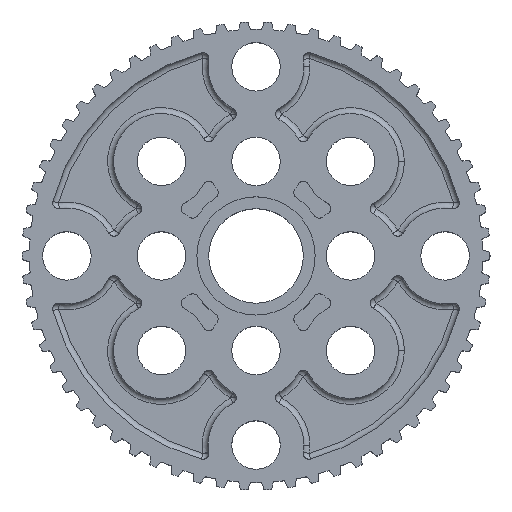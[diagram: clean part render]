
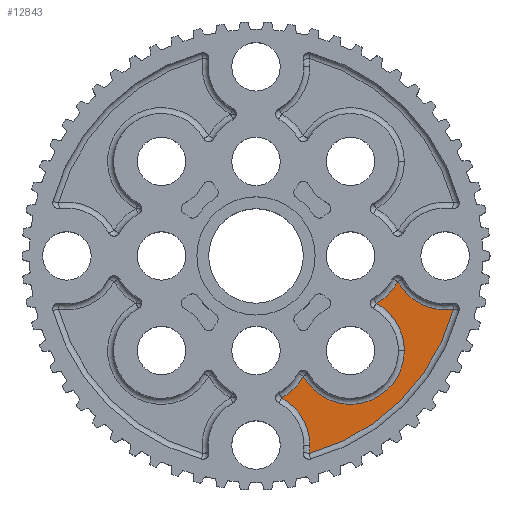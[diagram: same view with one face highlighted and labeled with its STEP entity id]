
A CAD part, top view. The second image highlights one B-rep face of the part: STEP entity #12843.
In plain terms, the highlighted planar face has unit normal (0, 0, 1).
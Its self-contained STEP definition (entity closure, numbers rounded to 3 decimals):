
#193 = EDGE_CURVE ( 'NONE', #16630, #19759, #6609, .T. ) ;
#461 = DIRECTION ( 'NONE',  ( 1., 0., 0. ) ) ;
#492 = EDGE_LOOP ( 'NONE', ( #26585, #9315, #9859, #24916, #692, #9082, #11153, #26519 ) ) ;
#692 = ORIENTED_EDGE ( 'NONE', *, *, #11045, .T. ) ;
#1768 = CIRCLE ( 'NONE', #6931, 17.3 ) ;
#2330 = PLANE ( 'NONE',  #27276 ) ;
#2724 = CARTESIAN_POINT ( 'NONE',  ( 16.706, -4.495, 1. ) ) ;
#3199 = DIRECTION ( 'NONE',  ( 0., 0., -1. ) ) ;
#4247 = EDGE_CURVE ( 'NONE', #6035, #7723, #1768, .T. ) ;
#4324 = AXIS2_PLACEMENT_3D ( 'NONE', #21471, #8674, #23589 ) ;
#6035 = VERTEX_POINT ( 'NONE', #22241 ) ;
#6322 = CARTESIAN_POINT ( 'NONE',  ( 12., -2.169, 1. ) ) ;
#6609 = CIRCLE ( 'NONE', #14417, 4.55 ) ;
#6931 = AXIS2_PLACEMENT_3D ( 'NONE', #22902, #10116, #25061 ) ;
#7221 = EDGE_CURVE ( 'NONE', #12080, #21479, #21313, .T. ) ;
#7723 = VERTEX_POINT ( 'NONE', #2724 ) ;
#8239 = EDGE_CURVE ( 'NONE', #21479, #22691, #27313, .T. ) ;
#8674 = DIRECTION ( 'NONE',  ( 0., 0., -1. ) ) ;
#8704 = AXIS2_PLACEMENT_3D ( 'NONE', #21586, #8779, #23706 ) ;
#8746 = DIRECTION ( 'NONE',  ( 0., 0., 1. ) ) ;
#8779 = DIRECTION ( 'NONE',  ( 0., 0., -1. ) ) ;
#8911 = DIRECTION ( 'NONE',  ( 0., 0., -1. ) ) ;
#9082 = ORIENTED_EDGE ( 'NONE', *, *, #16444, .T. ) ;
#9258 = DIRECTION ( 'NONE',  ( 0., 0., -1. ) ) ;
#9315 = ORIENTED_EDGE ( 'NONE', *, *, #8239, .T. ) ;
#9694 = AXIS2_PLACEMENT_3D ( 'NONE', #21722, #8911, #23845 ) ;
#9745 = FACE_OUTER_BOUND ( 'NONE', #492, .T. ) ;
#9859 = ORIENTED_EDGE ( 'NONE', *, *, #14441, .T. ) ;
#10116 = DIRECTION ( 'NONE',  ( 0., 0., 1. ) ) ;
#10765 = CARTESIAN_POINT ( 'NONE',  ( 8., -8., 1. ) ) ;
#11045 = EDGE_CURVE ( 'NONE', #7723, #22188, #18143, .T. ) ;
#11153 = ORIENTED_EDGE ( 'NONE', *, *, #193, .T. ) ;
#12080 = VERTEX_POINT ( 'NONE', #21721 ) ;
#12249 = CARTESIAN_POINT ( 'NONE',  ( 2.169, -12., 1. ) ) ;
#12843 = ADVANCED_FACE ( 'NONE', ( #9745 ), #2330, .T. ) ;
#12916 = DIRECTION ( 'NONE',  ( 1., 0., 0. ) ) ;
#13204 = DIRECTION ( 'NONE',  ( 0., 0., -1. ) ) ;
#14417 = AXIS2_PLACEMENT_3D ( 'NONE', #10765, #25716, #12916 ) ;
#14441 = EDGE_CURVE ( 'NONE', #22691, #6035, #17665, .T. ) ;
#15950 = CARTESIAN_POINT ( 'NONE',  ( 8., -8., 1. ) ) ;
#16342 = CARTESIAN_POINT ( 'NONE',  ( 10.169, -4., 1. ) ) ;
#16444 = EDGE_CURVE ( 'NONE', #22188, #16630, #22087, .T. ) ;
#16630 = VERTEX_POINT ( 'NONE', #16342 ) ;
#17220 = CARTESIAN_POINT ( 'NONE',  ( 8., -4., 1. ) ) ;
#17665 = CIRCLE ( 'NONE', #8704, 4.55 ) ;
#18078 = DIRECTION ( 'NONE',  ( 1., 0., 0. ) ) ;
#18143 = CIRCLE ( 'NONE', #23359, 4.55 ) ;
#18875 = CARTESIAN_POINT ( 'NONE',  ( 12.55, -8., 1. ) ) ;
#19759 = VERTEX_POINT ( 'NONE', #18875 ) ;
#21313 = CIRCLE ( 'NONE', #4324, 4.55 ) ;
#21471 = CARTESIAN_POINT ( 'NONE',  ( 0., -8., 1. ) ) ;
#21479 = VERTEX_POINT ( 'NONE', #12249 ) ;
#21586 = CARTESIAN_POINT ( 'NONE',  ( 0., -16., 1. ) ) ;
#21721 = CARTESIAN_POINT ( 'NONE',  ( 4., -10.169, 1. ) ) ;
#21722 = CARTESIAN_POINT ( 'NONE',  ( 0., -16., 1. ) ) ;
#21859 = EDGE_CURVE ( 'NONE', #19759, #12080, #22816, .T. ) ;
#22056 = CARTESIAN_POINT ( 'NONE',  ( 8., 0., 1. ) ) ;
#22087 = CIRCLE ( 'NONE', #27357, 4.55 ) ;
#22188 = VERTEX_POINT ( 'NONE', #6322 ) ;
#22241 = CARTESIAN_POINT ( 'NONE',  ( 4.495, -16.706, 1. ) ) ;
#22691 = VERTEX_POINT ( 'NONE', #23188 ) ;
#22816 = CIRCLE ( 'NONE', #25169, 4.55 ) ;
#22902 = CARTESIAN_POINT ( 'NONE',  ( 0., 0., 1. ) ) ;
#23188 = CARTESIAN_POINT ( 'NONE',  ( 4.55, -16., 1. ) ) ;
#23359 = AXIS2_PLACEMENT_3D ( 'NONE', #25996, #13204, #461 ) ;
#23589 = DIRECTION ( 'NONE',  ( 1., 0., 0. ) ) ;
#23676 = DIRECTION ( 'NONE',  ( -1., 0., 0. ) ) ;
#23706 = DIRECTION ( 'NONE',  ( 1., 0., 0. ) ) ;
#23845 = DIRECTION ( 'NONE',  ( 1., 0., 0. ) ) ;
#24193 = DIRECTION ( 'NONE',  ( 1., 0., 0. ) ) ;
#24916 = ORIENTED_EDGE ( 'NONE', *, *, #4247, .T. ) ;
#25061 = DIRECTION ( 'NONE',  ( 1., 0., 0. ) ) ;
#25169 = AXIS2_PLACEMENT_3D ( 'NONE', #15950, #3199, #18078 ) ;
#25716 = DIRECTION ( 'NONE',  ( 0., 0., -1. ) ) ;
#25996 = CARTESIAN_POINT ( 'NONE',  ( 16., 0., 1. ) ) ;
#26519 = ORIENTED_EDGE ( 'NONE', *, *, #21859, .T. ) ;
#26585 = ORIENTED_EDGE ( 'NONE', *, *, #7221, .T. ) ;
#27276 = AXIS2_PLACEMENT_3D ( 'NONE', #17220, #8746, #23676 ) ;
#27313 = CIRCLE ( 'NONE', #9694, 4.55 ) ;
#27357 = AXIS2_PLACEMENT_3D ( 'NONE', #22056, #9258, #24193 ) ;
